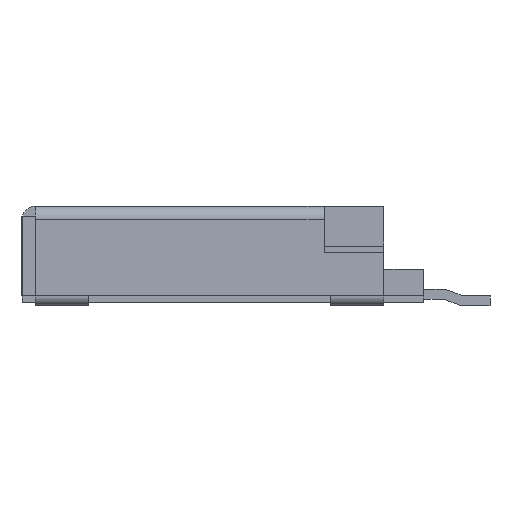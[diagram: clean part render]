
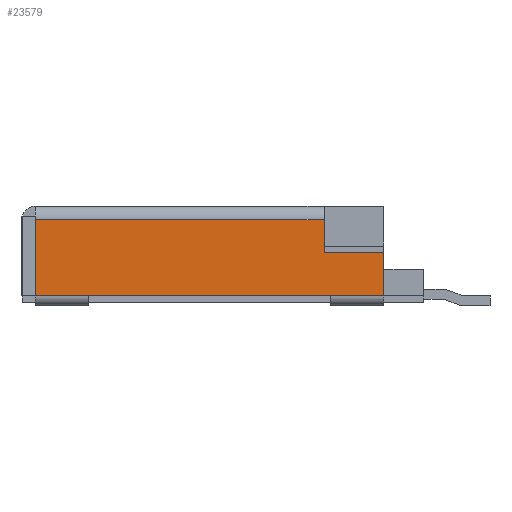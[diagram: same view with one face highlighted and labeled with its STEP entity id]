
A CAD part, left-side view. The second image highlights one B-rep face of the part: STEP entity #23579.
In plain terms, the highlighted planar face has unit normal (-1, 0, 0).
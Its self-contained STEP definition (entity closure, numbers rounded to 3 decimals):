
#86 = CARTESIAN_POINT ( 'NONE',  ( -5.625, -2.2, 1.25 ) ) ;
#584 = ORIENTED_EDGE ( 'NONE', *, *, #21245, .T. ) ;
#650 = CARTESIAN_POINT ( 'NONE',  ( -5.625, -1.4, 0.1 ) ) ;
#1040 = VERTEX_POINT ( 'NONE', #650 ) ;
#1533 = LINE ( 'NONE', #16402, #2657 ) ;
#1772 = CARTESIAN_POINT ( 'NONE',  ( -5.625, -2.2, 0.1 ) ) ;
#2203 = CARTESIAN_POINT ( 'NONE',  ( -5.625, 3.05, 0.1 ) ) ;
#2305 = VECTOR ( 'NONE', #9669, 1000. ) ;
#2524 = CARTESIAN_POINT ( 'NONE',  ( -5.625, -2.2, 0.75 ) ) ;
#2657 = VECTOR ( 'NONE', #10913, 1000. ) ;
#3341 = CARTESIAN_POINT ( 'NONE',  ( -5.625, 2.25, 0.1 ) ) ;
#3358 = EDGE_CURVE ( 'NONE', #1040, #22594, #14407, .T. ) ;
#3511 = CARTESIAN_POINT ( 'NONE',  ( -5.625, -2.2, 0.1 ) ) ;
#3714 = DIRECTION ( 'NONE',  ( 0., 0., -1. ) ) ;
#3842 = DIRECTION ( 'NONE',  ( 0., 0., 1. ) ) ;
#4500 = ORIENTED_EDGE ( 'NONE', *, *, #15730, .T. ) ;
#5458 = CARTESIAN_POINT ( 'NONE',  ( -5.625, -2.2, 0.1 ) ) ;
#6353 = VECTOR ( 'NONE', #22928, 1000. ) ;
#7219 = EDGE_LOOP ( 'NONE', ( #18441, #584, #21629, #19308, #4500, #12052, #12584, #15069 ) ) ;
#7680 = VERTEX_POINT ( 'NONE', #3511 ) ;
#7964 = CARTESIAN_POINT ( 'NONE',  ( -5.625, -1.3, 0.75 ) ) ;
#8108 = CARTESIAN_POINT ( 'NONE',  ( -5.625, -1.3, 0.75 ) ) ;
#8546 = VECTOR ( 'NONE', #12678, 1000. ) ;
#9033 = VERTEX_POINT ( 'NONE', #18955 ) ;
#9669 = DIRECTION ( 'NONE',  ( 0., 1., 0. ) ) ;
#9882 = PLANE ( 'NONE',  #21775 ) ;
#10605 = DIRECTION ( 'NONE',  ( 0., 1., 0. ) ) ;
#10844 = EDGE_CURVE ( 'NONE', #7680, #14835, #18186, .T. ) ;
#10913 = DIRECTION ( 'NONE',  ( 0., 0., 1. ) ) ;
#11153 = VECTOR ( 'NONE', #20169, 1000. ) ;
#11349 = LINE ( 'NONE', #86, #2305 ) ;
#11675 = FACE_OUTER_BOUND ( 'NONE', #7219, .T. ) ;
#11696 = EDGE_CURVE ( 'NONE', #14835, #13741, #21995, .T. ) ;
#12052 = ORIENTED_EDGE ( 'NONE', *, *, #19295, .T. ) ;
#12354 = LINE ( 'NONE', #13870, #6353 ) ;
#12429 = VECTOR ( 'NONE', #10605, 1000. ) ;
#12584 = ORIENTED_EDGE ( 'NONE', *, *, #23602, .F. ) ;
#12678 = DIRECTION ( 'NONE',  ( 0., 1., 0. ) ) ;
#13741 = VERTEX_POINT ( 'NONE', #8108 ) ;
#13870 = CARTESIAN_POINT ( 'NONE',  ( -5.625, -2.2, 0.1 ) ) ;
#14366 = VERTEX_POINT ( 'NONE', #2203 ) ;
#14407 = LINE ( 'NONE', #5458, #12429 ) ;
#14582 = LINE ( 'NONE', #3341, #21037 ) ;
#14591 = CARTESIAN_POINT ( 'NONE',  ( -5.625, -2.2, 0.1 ) ) ;
#14835 = VERTEX_POINT ( 'NONE', #2524 ) ;
#15069 = ORIENTED_EDGE ( 'NONE', *, *, #16039, .T. ) ;
#15725 = VECTOR ( 'NONE', #3842, 1000. ) ;
#15730 = EDGE_CURVE ( 'NONE', #13741, #20580, #18789, .T. ) ;
#15961 = CARTESIAN_POINT ( 'NONE',  ( -5.625, -1.3, 1.25 ) ) ;
#16039 = EDGE_CURVE ( 'NONE', #14366, #22594, #14582, .T. ) ;
#16149 = CARTESIAN_POINT ( 'NONE',  ( -5.625, -1.3, 0.75 ) ) ;
#16402 = CARTESIAN_POINT ( 'NONE',  ( -5.625, 3.05, 0.1 ) ) ;
#18186 = LINE ( 'NONE', #1772, #11153 ) ;
#18441 = ORIENTED_EDGE ( 'NONE', *, *, #3358, .F. ) ;
#18789 = LINE ( 'NONE', #7964, #15725 ) ;
#18955 = CARTESIAN_POINT ( 'NONE',  ( -5.625, 3.05, 1.25 ) ) ;
#19295 = EDGE_CURVE ( 'NONE', #20580, #9033, #11349, .T. ) ;
#19308 = ORIENTED_EDGE ( 'NONE', *, *, #11696, .T. ) ;
#20169 = DIRECTION ( 'NONE',  ( 0., 0., 1. ) ) ;
#20580 = VERTEX_POINT ( 'NONE', #15961 ) ;
#21037 = VECTOR ( 'NONE', #21868, 1000. ) ;
#21200 = CARTESIAN_POINT ( 'NONE',  ( -5.625, 2.25, 0.1 ) ) ;
#21245 = EDGE_CURVE ( 'NONE', #1040, #7680, #12354, .T. ) ;
#21629 = ORIENTED_EDGE ( 'NONE', *, *, #10844, .T. ) ;
#21639 = DIRECTION ( 'NONE',  ( -1., 0., 0. ) ) ;
#21775 = AXIS2_PLACEMENT_3D ( 'NONE', #14591, #21639, #3714 ) ;
#21868 = DIRECTION ( 'NONE',  ( 0., -1., 0. ) ) ;
#21995 = LINE ( 'NONE', #16149, #8546 ) ;
#22594 = VERTEX_POINT ( 'NONE', #21200 ) ;
#22928 = DIRECTION ( 'NONE',  ( 0., -1., 0. ) ) ;
#23579 = ADVANCED_FACE ( 'NONE', ( #11675 ), #9882, .T. ) ;
#23602 = EDGE_CURVE ( 'NONE', #14366, #9033, #1533, .T. ) ;
